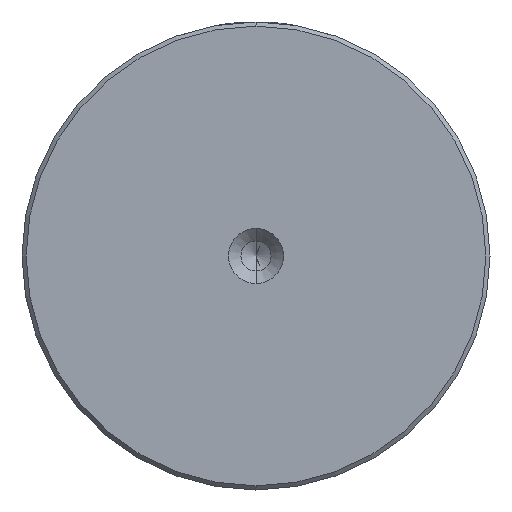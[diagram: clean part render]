
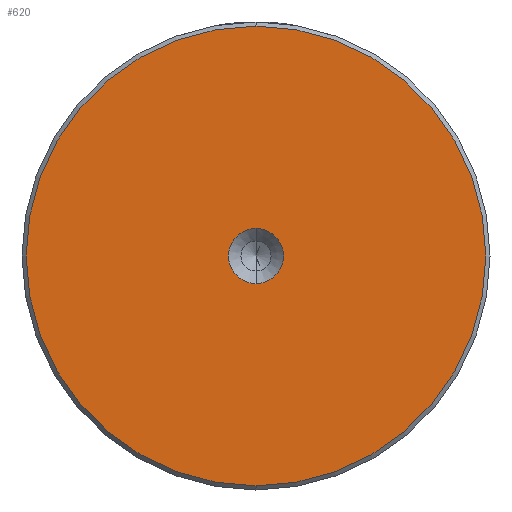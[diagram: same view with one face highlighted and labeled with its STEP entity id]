
A CAD part, left-side view. The second image highlights one B-rep face of the part: STEP entity #620.
In plain terms, the highlighted planar face has unit normal (-1, 0, 0).
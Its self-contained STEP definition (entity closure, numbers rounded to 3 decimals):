
#14 = EDGE_LOOP ( 'NONE', ( #1364, #457 ) ) ;
#153 = CARTESIAN_POINT ( 'NONE',  ( 0., 0., 0. ) ) ;
#174 = AXIS2_PLACEMENT_3D ( 'NONE', #2228, #1077, #2421 ) ;
#238 = DIRECTION ( 'NONE',  ( -1., 0., 0. ) ) ;
#359 = CIRCLE ( 'NONE', #1807, 27.5 ) ;
#457 = ORIENTED_EDGE ( 'NONE', *, *, #942, .T. ) ;
#494 = CIRCLE ( 'NONE', #2068, 3.3 ) ;
#592 = VERTEX_POINT ( 'NONE', #2410 ) ;
#620 = ADVANCED_FACE ( 'NONE', ( #1809, #1940 ), #2371, .T. ) ;
#790 = CARTESIAN_POINT ( 'NONE',  ( 0., 0., -3.3 ) ) ;
#827 = DIRECTION ( 'NONE',  ( 0., 0., 1. ) ) ;
#871 = DIRECTION ( 'NONE',  ( -1., 0., 0. ) ) ;
#925 = ORIENTED_EDGE ( 'NONE', *, *, #2326, .F. ) ;
#942 = EDGE_CURVE ( 'NONE', #592, #1425, #359, .T. ) ;
#1077 = DIRECTION ( 'NONE',  ( -1., 0., 0. ) ) ;
#1196 = CIRCLE ( 'NONE', #174, 3.3 ) ;
#1206 = CARTESIAN_POINT ( 'NONE',  ( 0., 0., 3.3 ) ) ;
#1232 = EDGE_LOOP ( 'NONE', ( #1978, #925 ) ) ;
#1286 = CARTESIAN_POINT ( 'NONE',  ( 0., 0., -27.5 ) ) ;
#1364 = ORIENTED_EDGE ( 'NONE', *, *, #2249, .T. ) ;
#1398 = CARTESIAN_POINT ( 'NONE',  ( 0., 0., 0. ) ) ;
#1402 = DIRECTION ( 'NONE',  ( -1., 0., 0. ) ) ;
#1425 = VERTEX_POINT ( 'NONE', #1286 ) ;
#1554 = AXIS2_PLACEMENT_3D ( 'NONE', #1771, #1402, #827 ) ;
#1585 = EDGE_CURVE ( 'NONE', #1589, #1912, #494, .T. ) ;
#1589 = VERTEX_POINT ( 'NONE', #1206 ) ;
#1592 = DIRECTION ( 'NONE',  ( 0., 0., 1. ) ) ;
#1760 = CIRCLE ( 'NONE', #2402, 27.5 ) ;
#1771 = CARTESIAN_POINT ( 'NONE',  ( 0., 0., 0. ) ) ;
#1807 = AXIS2_PLACEMENT_3D ( 'NONE', #153, #2314, #1941 ) ;
#1809 = FACE_OUTER_BOUND ( 'NONE', #14, .T. ) ;
#1912 = VERTEX_POINT ( 'NONE', #790 ) ;
#1940 = FACE_BOUND ( 'NONE', #1232, .T. ) ;
#1941 = DIRECTION ( 'NONE',  ( 0., 0., 1. ) ) ;
#1978 = ORIENTED_EDGE ( 'NONE', *, *, #1585, .F. ) ;
#2021 = CARTESIAN_POINT ( 'NONE',  ( 0., 0., 0. ) ) ;
#2068 = AXIS2_PLACEMENT_3D ( 'NONE', #1398, #238, #1592 ) ;
#2221 = DIRECTION ( 'NONE',  ( 0., 0., 1. ) ) ;
#2228 = CARTESIAN_POINT ( 'NONE',  ( 0., 0., 0. ) ) ;
#2249 = EDGE_CURVE ( 'NONE', #1425, #592, #1760, .T. ) ;
#2314 = DIRECTION ( 'NONE',  ( -1., 0., 0. ) ) ;
#2326 = EDGE_CURVE ( 'NONE', #1912, #1589, #1196, .T. ) ;
#2371 = PLANE ( 'NONE',  #1554 ) ;
#2402 = AXIS2_PLACEMENT_3D ( 'NONE', #2021, #871, #2221 ) ;
#2410 = CARTESIAN_POINT ( 'NONE',  ( 0., 0., 27.5 ) ) ;
#2421 = DIRECTION ( 'NONE',  ( 0., 0., 1. ) ) ;
